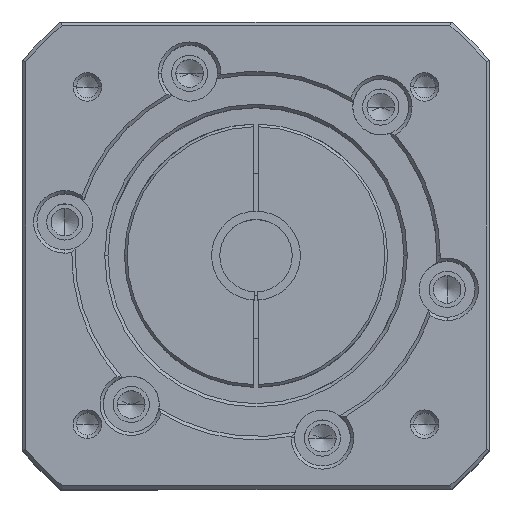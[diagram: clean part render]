
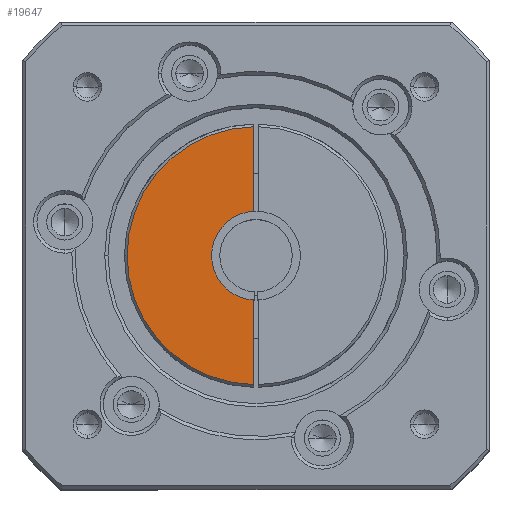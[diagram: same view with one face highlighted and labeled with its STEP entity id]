
A CAD part, top view. The second image highlights one B-rep face of the part: STEP entity #19647.
In plain terms, the highlighted planar face has unit normal (0, 0, 1).
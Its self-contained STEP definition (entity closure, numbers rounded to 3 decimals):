
#6 = EDGE_CURVE ( 'NONE', #2564, #23427, #22275, .T. ) ;
#326 = EDGE_CURVE ( 'NONE', #7056, #7468, #9100, .T. ) ;
#599 = AXIS2_PLACEMENT_3D ( 'NONE', #1056, #15888, #3200 ) ;
#605 = CIRCLE ( 'NONE', #24609, 39.2 ) ;
#638 = EDGE_CURVE ( 'NONE', #3545, #7468, #19291, .T. ) ;
#713 = CARTESIAN_POINT ( 'NONE',  ( -13., 0., 100.5 ) ) ;
#1056 = CARTESIAN_POINT ( 'NONE',  ( 0., 0., 100.5 ) ) ;
#1600 = DIRECTION ( 'NONE',  ( -1., 0., 0. ) ) ;
#1956 = AXIS2_PLACEMENT_3D ( 'NONE', #27220, #14669, #2015 ) ;
#2015 = DIRECTION ( 'NONE',  ( 1., 0., 0. ) ) ;
#2458 = ORIENTED_EDGE ( 'NONE', *, *, #6, .T. ) ;
#2464 = CARTESIAN_POINT ( 'NONE',  ( -0.75, 12.978, 100.5 ) ) ;
#2564 = VERTEX_POINT ( 'NONE', #2464 ) ;
#3200 = DIRECTION ( 'NONE',  ( -1., 0., 0. ) ) ;
#3545 = VERTEX_POINT ( 'NONE', #713 ) ;
#4004 = CARTESIAN_POINT ( 'NONE',  ( -0.75, 12.978, 100.5 ) ) ;
#5470 = ORIENTED_EDGE ( 'NONE', *, *, #638, .F. ) ;
#6179 =( BOUNDED_CURVE ( )  B_SPLINE_CURVE ( 3, ( #4004, #21096, #23079, #10307 ),
 .UNSPECIFIED., .F., .T. ) 
 B_SPLINE_CURVE_WITH_KNOTS ( ( 4, 4 ),
 ( 0., 0.5 ),
 .UNSPECIFIED. ) 
 CURVE ( )  GEOMETRIC_REPRESENTATION_ITEM ( )  RATIONAL_B_SPLINE_CURVE ( ( 1., 0.818, 0.818, 1. ) ) 
 REPRESENTATION_ITEM ( '' )  );
#7056 = VERTEX_POINT ( 'NONE', #25612 ) ;
#7468 = VERTEX_POINT ( 'NONE', #10250 ) ;
#9100 = LINE ( 'NONE', #25481, #20649 ) ;
#9199 = ORIENTED_EDGE ( 'NONE', *, *, #27334, .T. ) ;
#10250 = CARTESIAN_POINT ( 'NONE',  ( -0.75, -12.978, 100.5 ) ) ;
#10307 = CARTESIAN_POINT ( 'NONE',  ( -13., 0., 100.5 ) ) ;
#12410 = PLANE ( 'NONE',  #1956 ) ;
#13754 = VERTEX_POINT ( 'NONE', #15448 ) ;
#14268 = DIRECTION ( 'NONE',  ( 0., 0., 1. ) ) ;
#14669 = DIRECTION ( 'NONE',  ( 0., 0., 1. ) ) ;
#15106 = DIRECTION ( 'NONE',  ( 0., 1., 0. ) ) ;
#15448 = CARTESIAN_POINT ( 'NONE',  ( -39.2, 0., 100.5 ) ) ;
#15888 = DIRECTION ( 'NONE',  ( 0., 0., 1. ) ) ;
#16613 = VECTOR ( 'NONE', #15106, 1000. ) ;
#17779 = EDGE_CURVE ( 'NONE', #13754, #7056, #17782, .T. ) ;
#17782 = CIRCLE ( 'NONE', #599, 39.2 ) ;
#17829 = CARTESIAN_POINT ( 'NONE',  ( -0.75, 39.193, 100.5 ) ) ;
#18129 = EDGE_CURVE ( 'NONE', #2564, #3545, #6179, .T. ) ;
#19291 =( BOUNDED_CURVE ( )  B_SPLINE_CURVE ( 3, ( #21869, #21899, #21928, #21845 ),
 .UNSPECIFIED., .F., .F. ) 
 B_SPLINE_CURVE_WITH_KNOTS ( ( 4, 4 ),
 ( 0.5, 1. ),
 .UNSPECIFIED. ) 
 CURVE ( )  GEOMETRIC_REPRESENTATION_ITEM ( )  RATIONAL_B_SPLINE_CURVE ( ( 1., 0.818, 0.818, 1. ) ) 
 REPRESENTATION_ITEM ( '' )  );
#19647 = ADVANCED_FACE ( 'NONE', ( #20503 ), #12410, .T. ) ;
#20503 = FACE_OUTER_BOUND ( 'NONE', #23872, .T. ) ;
#20649 = VECTOR ( 'NONE', #25450, 1000. ) ;
#21096 = CARTESIAN_POINT ( 'NONE',  ( -8.009, 12.559, 100.5 ) ) ;
#21338 = ORIENTED_EDGE ( 'NONE', *, *, #17779, .T. ) ;
#21440 = CARTESIAN_POINT ( 'NONE',  ( -0.75, -42.068, 100.5 ) ) ;
#21845 = CARTESIAN_POINT ( 'NONE',  ( -0.75, -12.978, 100.5 ) ) ;
#21869 = CARTESIAN_POINT ( 'NONE',  ( -13., 0., 100.5 ) ) ;
#21899 = CARTESIAN_POINT ( 'NONE',  ( -13., -7.271, 100.5 ) ) ;
#21928 = CARTESIAN_POINT ( 'NONE',  ( -8.009, -12.559, 100.5 ) ) ;
#22275 = LINE ( 'NONE', #21440, #16613 ) ;
#23071 = ORIENTED_EDGE ( 'NONE', *, *, #326, .T. ) ;
#23079 = CARTESIAN_POINT ( 'NONE',  ( -13., 7.271, 100.5 ) ) ;
#23427 = VERTEX_POINT ( 'NONE', #17829 ) ;
#23872 = EDGE_LOOP ( 'NONE', ( #27170, #2458, #9199, #21338, #23071, #5470 ) ) ;
#24609 = AXIS2_PLACEMENT_3D ( 'NONE', #26818, #14268, #1600 ) ;
#25450 = DIRECTION ( 'NONE',  ( 0., 1., 0. ) ) ;
#25481 = CARTESIAN_POINT ( 'NONE',  ( -0.75, -42.068, 100.5 ) ) ;
#25612 = CARTESIAN_POINT ( 'NONE',  ( -0.75, -39.193, 100.5 ) ) ;
#26818 = CARTESIAN_POINT ( 'NONE',  ( 0., 0., 100.5 ) ) ;
#27170 = ORIENTED_EDGE ( 'NONE', *, *, #18129, .F. ) ;
#27220 = CARTESIAN_POINT ( 'NONE',  ( -15.072, 0., 100.5 ) ) ;
#27334 = EDGE_CURVE ( 'NONE', #23427, #13754, #605, .T. ) ;
